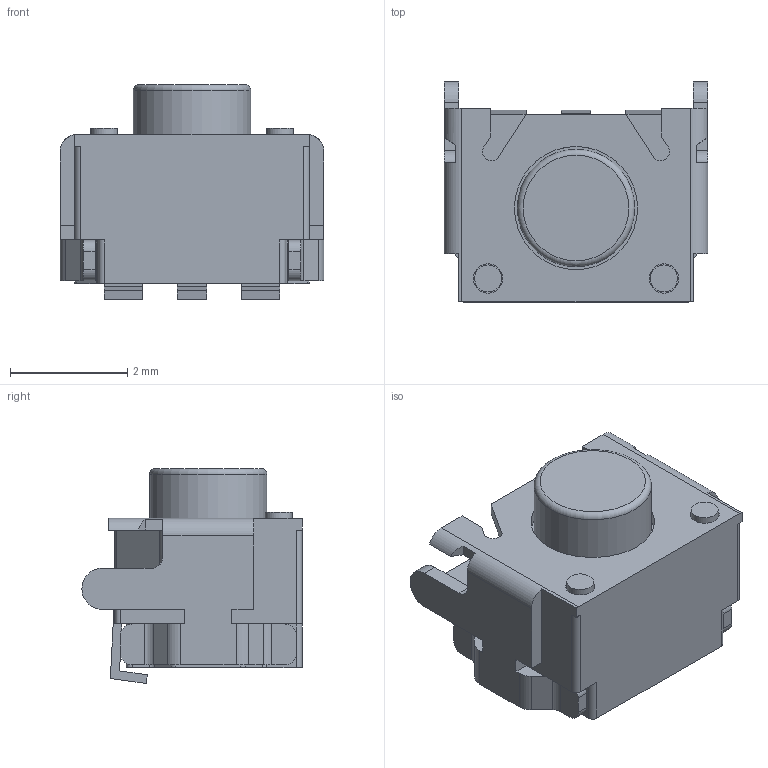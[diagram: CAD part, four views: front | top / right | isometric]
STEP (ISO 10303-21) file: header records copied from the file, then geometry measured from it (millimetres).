
FILE_DESCRIPTION((' '),'2;1');
FILE_NAME('TL3340AF160QG.stp','2017-07-19T15:06:35',(' '),(' '),' ','ACIS',' ');
FILE_SCHEMA(('CONFIG_CONTROL_DESIGN'));
Length unit declared in the file: inch
Products named in the file (1): TL3340AF160QG.stp
Bounding box: 4.5 x 3.75 x 3.67 mm (x, y, z)
Volume: 27.7 mm3; surface area: 129.4 mm2
Topology: 1 solids, 2 shells, 248 faces, 661 edges, 429 vertices
Faces by surface type: plane 138, cylinder 93, torus 9, sphere 8
Full cylindrical faces by diameter (mm): 0.46 x2, 0.5 x5, 0.8 x1, 0.9 x1, 2 x1, 2.1 x1, 2.5 x1
Entity records: 7707 total; most frequent: DIRECTION 1348, CARTESIAN_POINT 1325, ORIENTED_EDGE 1280, EDGE_CURVE 640, AXIS2_PLACEMENT_3D 461, VECTOR 426, LINE 426, VERTEX_POINT 424
